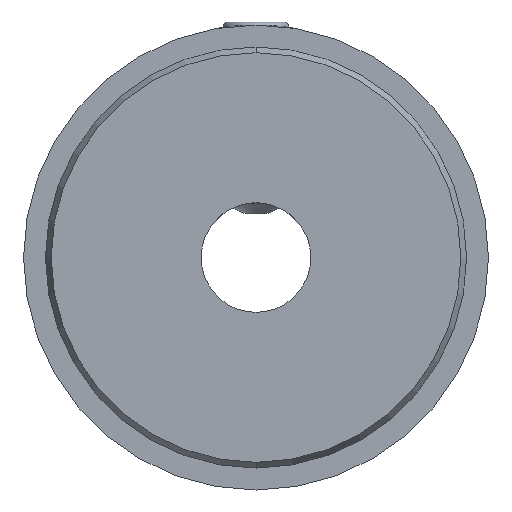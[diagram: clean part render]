
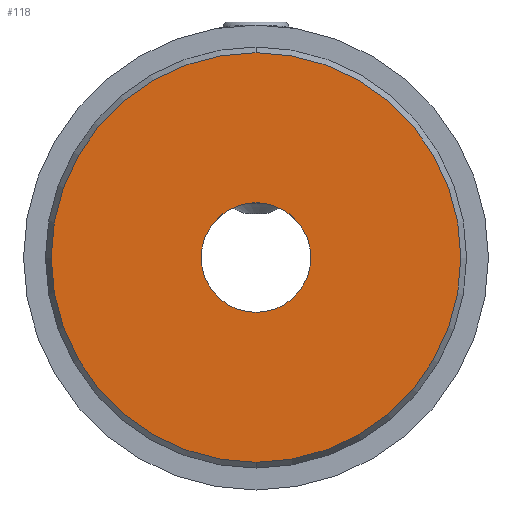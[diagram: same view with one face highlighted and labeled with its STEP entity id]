
A CAD part, front view. The second image highlights one B-rep face of the part: STEP entity #118.
In plain terms, the highlighted planar face has unit normal (0, -1, 0).
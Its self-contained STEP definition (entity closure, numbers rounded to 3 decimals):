
#1 = CARTESIAN_POINT ( 'NONE',  ( 0., -8.215, -5. ) ) ;
#7 = EDGE_LOOP ( 'NONE', ( #911, #481 ) ) ;
#21 = AXIS2_PLACEMENT_3D ( 'NONE', #193, #920, #758 ) ;
#46 = ORIENTED_EDGE ( 'NONE', *, *, #908, .T. ) ;
#47 = CARTESIAN_POINT ( 'NONE',  ( 0., -8.215, 0. ) ) ;
#62 = CARTESIAN_POINT ( 'NONE',  ( 0., -8.215, 0. ) ) ;
#84 = EDGE_CURVE ( 'NONE', #1002, #303, #244, .T. ) ;
#118 = ADVANCED_FACE ( 'NONE', ( #285, #202 ), #697, .T. ) ;
#124 = CIRCLE ( 'NONE', #581, 18.678 ) ;
#155 = CARTESIAN_POINT ( 'NONE',  ( 0., -8.215, 18.678 ) ) ;
#193 = CARTESIAN_POINT ( 'NONE',  ( 0., -8.215, 0. ) ) ;
#202 = FACE_OUTER_BOUND ( 'NONE', #7, .T. ) ;
#233 = ORIENTED_EDGE ( 'NONE', *, *, #848, .T. ) ;
#244 = CIRCLE ( 'NONE', #21, 18.678 ) ;
#262 = AXIS2_PLACEMENT_3D ( 'NONE', #442, #447, #786 ) ;
#285 = FACE_BOUND ( 'NONE', #585, .T. ) ;
#303 = VERTEX_POINT ( 'NONE', #155 ) ;
#316 = DIRECTION ( 'NONE',  ( 0., 0., 1. ) ) ;
#337 = DIRECTION ( 'NONE',  ( 0., 1., 0. ) ) ;
#346 = EDGE_CURVE ( 'NONE', #303, #1002, #124, .T. ) ;
#430 = CIRCLE ( 'NONE', #852, 5. ) ;
#442 = CARTESIAN_POINT ( 'NONE',  ( -18.678, -8.215, 0. ) ) ;
#447 = DIRECTION ( 'NONE',  ( 0., -1., 0. ) ) ;
#481 = ORIENTED_EDGE ( 'NONE', *, *, #84, .F. ) ;
#499 = CARTESIAN_POINT ( 'NONE',  ( 0., -8.215, -18.678 ) ) ;
#507 = VERTEX_POINT ( 'NONE', #1034 ) ;
#569 = DIRECTION ( 'NONE',  ( 0., 0., 1. ) ) ;
#581 = AXIS2_PLACEMENT_3D ( 'NONE', #62, #645, #316 ) ;
#585 = EDGE_LOOP ( 'NONE', ( #233, #46 ) ) ;
#597 = DIRECTION ( 'NONE',  ( 0., 0., 1. ) ) ;
#645 = DIRECTION ( 'NONE',  ( 0., 1., 0. ) ) ;
#697 = PLANE ( 'NONE',  #262 ) ;
#758 = DIRECTION ( 'NONE',  ( 0., 0., 1. ) ) ;
#786 = DIRECTION ( 'NONE',  ( 0., 0., -1. ) ) ;
#848 = EDGE_CURVE ( 'NONE', #507, #1033, #430, .T. ) ;
#852 = AXIS2_PLACEMENT_3D ( 'NONE', #47, #1014, #597 ) ;
#898 = CIRCLE ( 'NONE', #1040, 5. ) ;
#908 = EDGE_CURVE ( 'NONE', #1033, #507, #898, .T. ) ;
#911 = ORIENTED_EDGE ( 'NONE', *, *, #346, .F. ) ;
#920 = DIRECTION ( 'NONE',  ( 0., 1., 0. ) ) ;
#976 = CARTESIAN_POINT ( 'NONE',  ( 0., -8.215, 0. ) ) ;
#1002 = VERTEX_POINT ( 'NONE', #499 ) ;
#1014 = DIRECTION ( 'NONE',  ( 0., 1., 0. ) ) ;
#1033 = VERTEX_POINT ( 'NONE', #1 ) ;
#1034 = CARTESIAN_POINT ( 'NONE',  ( 0., -8.215, 5. ) ) ;
#1040 = AXIS2_PLACEMENT_3D ( 'NONE', #976, #337, #569 ) ;
